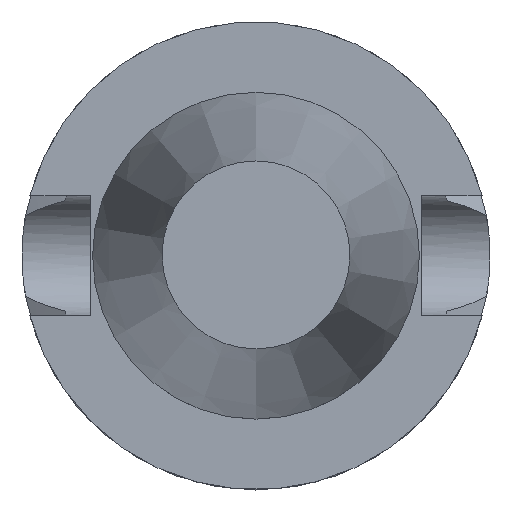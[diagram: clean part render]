
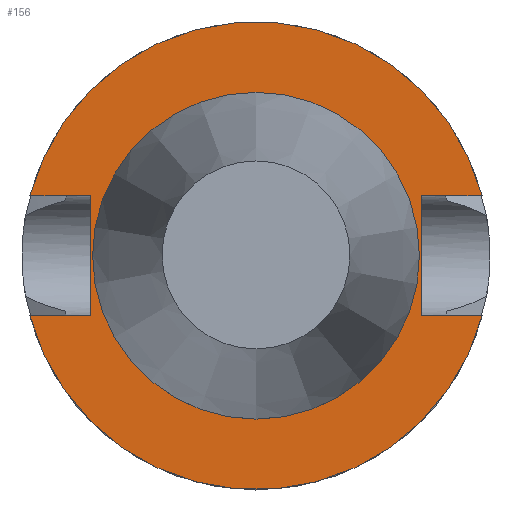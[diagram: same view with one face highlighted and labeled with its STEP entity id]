
A CAD part, top view. The second image highlights one B-rep face of the part: STEP entity #156.
In plain terms, the highlighted planar face has unit normal (0, 0, 1).
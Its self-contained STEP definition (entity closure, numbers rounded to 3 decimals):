
#114=EDGE_CURVE('240[2]',#340,#341,#342,.T.);
#116=EDGE_CURVE('240[2]',#344,#345,#346,.T.);
#133=EDGE_CURVE('240[2]',#372,#344,#373,.T.);
#156=ADVANCED_FACE('240[2]',(#409,#410),#411,.T.);
#168=EDGE_CURVE('240[2]',#429,#372,#430,.T.);
#208=EDGE_CURVE('240[2]',#341,#487,#488,.T.);
#210=EDGE_CURVE('240[2]',#487,#357,#490,.T.);
#223=EDGE_CURVE('240[2]',#357,#429,#506,.T.);
#234=EDGE_CURVE('240[2]',#345,#340,#519,.T.);
#236=EDGE_CURVE('240[2]',#521,#521,#522,.T.);
#340=VERTEX_POINT('',#641);
#341=VERTEX_POINT('',#642);
#342=CIRCLE('',#643,50.);
#344=VERTEX_POINT('',#646);
#345=VERTEX_POINT('',#647);
#346=LINE('',#648,#649);
#357=VERTEX_POINT('',#663);
#372=VERTEX_POINT('',#692);
#373=LINE('',#693,#694);
#409=FACE_OUTER_BOUND('',#759,.T.);
#410=FACE_BOUND('',#760,.T.);
#411=PLANE('',#761);
#429=VERTEX_POINT('',#784);
#430=CIRCLE('',#785,50.);
#487=VERTEX_POINT('',#1036);
#488=LINE('',#1037,#1038);
#490=LINE('',#1041,#1042);
#506=LINE('',#1063,#1064);
#519=LINE('',#1094,#1095);
#521=VERTEX_POINT('',#1098);
#522=CIRCLE('',#1099,34.925);
#641=CARTESIAN_POINT('',(-48.321,-12.85,-1.5));
#642=CARTESIAN_POINT('',(48.321,-12.85,-1.5));
#643=AXIS2_PLACEMENT_3D('',#1327,#1328,#1329);
#646=CARTESIAN_POINT('',(-35.4,12.85,-1.5));
#647=CARTESIAN_POINT('',(-35.4,-12.85,-1.5));
#648=CARTESIAN_POINT('',(-35.4,14.806,-1.5));
#649=VECTOR('',#1330,1.0);
#663=CARTESIAN_POINT('',(35.4,12.85,-1.5));
#692=CARTESIAN_POINT('',(-48.321,12.85,-1.5));
#693=CARTESIAN_POINT('',(-17.7,12.85,-1.5));
#694=VECTOR('',#1357,1.0);
#759=EDGE_LOOP('',(#1391,#1392,#1393,#1394,#1395,#1396,#1397,#1398));
#760=EDGE_LOOP('',(#1399));
#761=AXIS2_PLACEMENT_3D('',#1400,#1401,#1402);
#784=CARTESIAN_POINT('',(48.321,12.85,-1.5));
#785=AXIS2_PLACEMENT_3D('',#1428,#1429,#1430);
#1036=CARTESIAN_POINT('',(35.4,-12.85,-1.5));
#1037=CARTESIAN_POINT('',(17.7,-12.85,-1.5));
#1038=VECTOR('',#1488,1.0);
#1041=CARTESIAN_POINT('',(35.4,21.231,-1.5));
#1042=VECTOR('',#1489,1.0);
#1063=CARTESIAN_POINT('',(17.7,12.85,-1.5));
#1064=VECTOR('',#1502,1.0);
#1094=CARTESIAN_POINT('',(-17.7,-12.85,-1.5));
#1095=VECTOR('',#1513,1.0);
#1098=CARTESIAN_POINT('',(0.,34.925,-1.5));
#1099=AXIS2_PLACEMENT_3D('',#1514,#1515,#1516);
#1327=CARTESIAN_POINT('',(0.,0.,-1.5));
#1328=DIRECTION('',(0.,0.,1.0));
#1329=DIRECTION('',(0.,1.0,0.));
#1330=DIRECTION('',(0.0,-1.0,0.));
#1357=DIRECTION('',(1.0,-0.0,0.));
#1391=ORIENTED_EDGE('',*,*,#234,.T.);
#1392=ORIENTED_EDGE('',*,*,#114,.T.);
#1393=ORIENTED_EDGE('',*,*,#208,.T.);
#1394=ORIENTED_EDGE('',*,*,#210,.T.);
#1395=ORIENTED_EDGE('',*,*,#223,.T.);
#1396=ORIENTED_EDGE('',*,*,#168,.T.);
#1397=ORIENTED_EDGE('',*,*,#133,.T.);
#1398=ORIENTED_EDGE('',*,*,#116,.T.);
#1399=ORIENTED_EDGE('',*,*,#236,.F.);
#1400=CARTESIAN_POINT('',(0.,42.463,-1.5));
#1401=DIRECTION('',(0.,0.,1.0));
#1402=DIRECTION('',(1.0,0.,0.0));
#1428=CARTESIAN_POINT('',(0.,0.,-1.5));
#1429=DIRECTION('',(0.,0.,1.0));
#1430=DIRECTION('',(0.,1.0,0.));
#1488=DIRECTION('',(-1.0,-0.0,0.));
#1489=DIRECTION('',(0.0,1.0,0.));
#1502=DIRECTION('',(1.0,-0.0,0.));
#1513=DIRECTION('',(-1.0,-0.0,0.));
#1514=CARTESIAN_POINT('',(0.,0.,-1.5));
#1515=DIRECTION('',(0.,0.,1.0));
#1516=DIRECTION('',(0.,1.0,0.));
